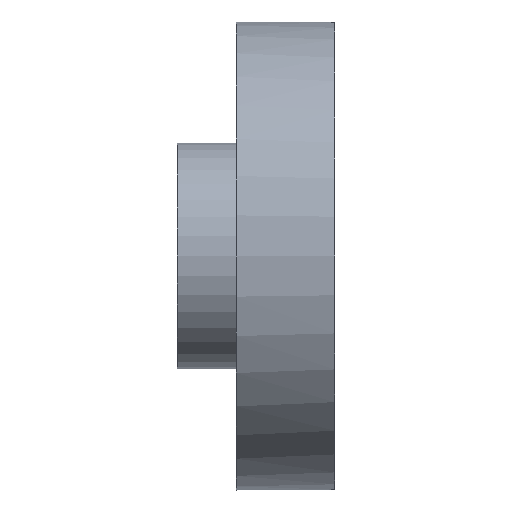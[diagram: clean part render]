
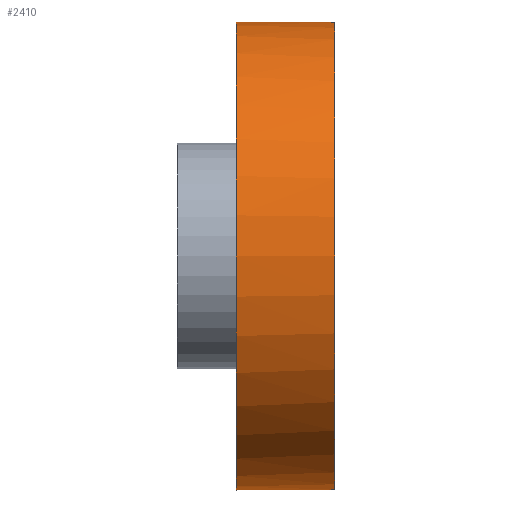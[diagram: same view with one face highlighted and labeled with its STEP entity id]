
A CAD part, left-side view. The second image highlights one B-rep face of the part: STEP entity #2410.
In plain terms, the highlighted cylindrical face has radius 19 mm (diameter 38 mm), a full revolution.
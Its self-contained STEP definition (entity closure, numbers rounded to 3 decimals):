
#182=FACE_OUTER_BOUND('',#323,.T.);
#323=EDGE_LOOP('',(#2144,#2145,#2146,#2147,#2148,#2149,#2150,#2151));
#347=CIRCLE('',#2539,19.);
#348=CIRCLE('',#2540,19.);
#353=CIRCLE('',#2553,19.);
#370=CIRCLE('',#2586,19.);
#687=LINE('',#10194,#802);
#688=LINE('',#10197,#803);
#701=LINE('',#10261,#816);
#802=VECTOR('',#2941,10.);
#803=VECTOR('',#2944,10.);
#816=VECTOR('',#3025,19.);
#1033=VERTEX_POINT('',#7700);
#1037=VERTEX_POINT('',#7707);
#1038=VERTEX_POINT('',#7709);
#1044=VERTEX_POINT('',#10192);
#1045=VERTEX_POINT('',#10196);
#1062=VERTEX_POINT('',#10260);
#1375=EDGE_CURVE('',#1037,#1038,#347,.T.);
#1376=EDGE_CURVE('',#1038,#1033,#348,.T.);
#1399=EDGE_CURVE('',#1037,#1044,#687,.T.);
#1400=EDGE_CURVE('',#1045,#1033,#688,.T.);
#1403=EDGE_CURVE('',#1044,#1045,#353,.T.);
#1430=EDGE_CURVE('',#1038,#1062,#701,.T.);
#1431=EDGE_CURVE('',#1062,#1062,#370,.T.);
#2144=ORIENTED_EDGE('',*,*,#1400,.T.);
#2145=ORIENTED_EDGE('',*,*,#1376,.F.);
#2146=ORIENTED_EDGE('',*,*,#1430,.T.);
#2147=ORIENTED_EDGE('',*,*,#1431,.F.);
#2148=ORIENTED_EDGE('',*,*,#1430,.F.);
#2149=ORIENTED_EDGE('',*,*,#1375,.F.);
#2150=ORIENTED_EDGE('',*,*,#1399,.T.);
#2151=ORIENTED_EDGE('',*,*,#1403,.T.);
#2282=CYLINDRICAL_SURFACE('',#2585,19.);
#2410=ADVANCED_FACE('',(#182),#2282,.T.);
#2539=AXIS2_PLACEMENT_3D('',#7710,#2915,#2916);
#2540=AXIS2_PLACEMENT_3D('',#7711,#2917,#2918);
#2553=AXIS2_PLACEMENT_3D('',#10202,#2949,#2950);
#2585=AXIS2_PLACEMENT_3D('',#10259,#3023,#3024);
#2586=AXIS2_PLACEMENT_3D('',#10262,#3026,#3027);
#2915=DIRECTION('center_axis',(0.,-1.,0.));
#2916=DIRECTION('ref_axis',(1.,0.,0.));
#2917=DIRECTION('center_axis',(0.,-1.,0.));
#2918=DIRECTION('ref_axis',(1.,0.,0.));
#2941=DIRECTION('',(0.,1.,0.));
#2944=DIRECTION('',(0.,-1.,0.));
#2949=DIRECTION('center_axis',(0.,1.,0.));
#2950=DIRECTION('ref_axis',(1.,0.,0.));
#3023=DIRECTION('center_axis',(0.,-1.,0.));
#3024=DIRECTION('ref_axis',(1.,0.,0.));
#3025=DIRECTION('',(0.,1.,0.));
#3026=DIRECTION('center_axis',(0.,1.,0.));
#3027=DIRECTION('ref_axis',(1.,0.,0.));
#7700=CARTESIAN_POINT('',(18.894,-8.,-2.));
#7707=CARTESIAN_POINT('',(18.894,-8.,2.));
#7709=CARTESIAN_POINT('',(-19.,-8.,0.));
#7710=CARTESIAN_POINT('Origin',(0.,-8.,0.));
#7711=CARTESIAN_POINT('Origin',(0.,-8.,0.));
#10192=CARTESIAN_POINT('',(18.894,-5.,2.));
#10194=CARTESIAN_POINT('',(18.894,0.,2.));
#10196=CARTESIAN_POINT('',(18.894,-5.,-2.));
#10197=CARTESIAN_POINT('',(18.894,0.,-2.));
#10202=CARTESIAN_POINT('Origin',(0.,-5.,0.));
#10259=CARTESIAN_POINT('Origin',(0.,0.,0.));
#10260=CARTESIAN_POINT('',(-19.,0.,0.));
#10261=CARTESIAN_POINT('',(-19.,0.,0.));
#10262=CARTESIAN_POINT('Origin',(0.,0.,0.));
